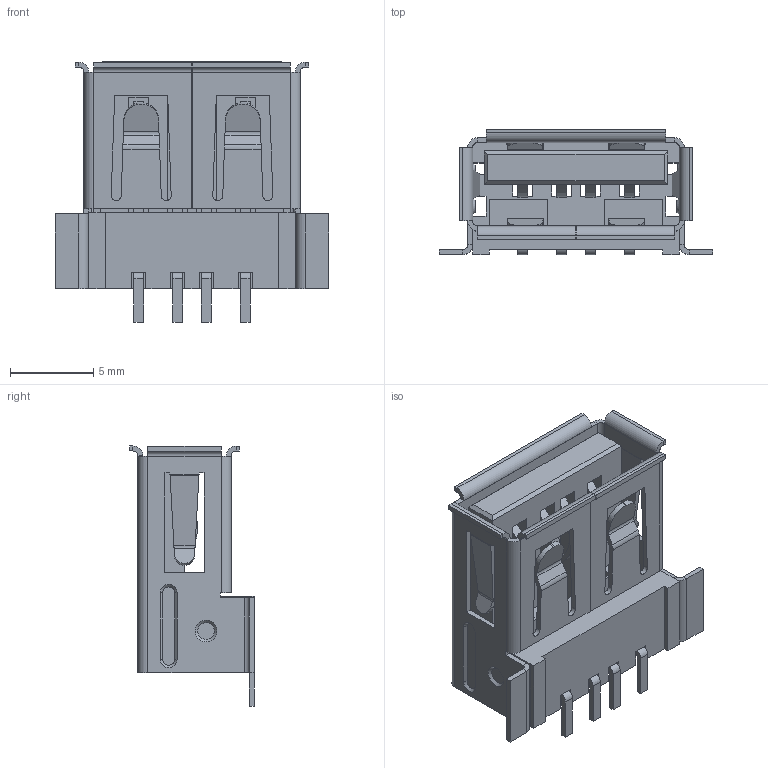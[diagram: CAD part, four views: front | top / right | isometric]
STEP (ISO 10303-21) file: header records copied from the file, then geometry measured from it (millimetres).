
FILE_DESCRIPTION(/* description */ (''),/* implementation_level */ '2;1');
FILE_NAME(/* name */ 'USB Onboard.step',/* time_stamp */ '2019-08-02T19:51:55+02:00',/* author */ (''),/* organization */ (''),/* preprocessor_version */ 'ST-DEVELOPER v18',/* originating_system */ 'Autodesk Translation Framework v8.2.0.1029',/* authorisation */ '');
FILE_SCHEMA (('AUTOMOTIVE_DESIGN { 1 0 10303 214 3 1 1 }'));
Length unit declared in the file: millimetre
Products named in the file (3): USB Port; USB Inside; Copper pin
Assembly tree (2 placements, depth 2):
  USB Port
    USB Inside
    Copper pin
Bounding box: 16.4 x 7.5 x 15.61 mm (x, y, z)
Volume: 516.5 mm3; surface area: 1841.2 mm2
Topology: 8 solids, 8 shells, 452 faces, 1112 edges, 676 vertices
Faces by surface type: plane 314, cylinder 102, bspline 24, cone 12
Entity records: 13456 total; most frequent: CARTESIAN_POINT 2750, ORIENTED_EDGE 2224, DIRECTION 2108, EDGE_CURVE 1112, LINE 888, VECTOR 888, VERTEX_POINT 676, AXIS2_PLACEMENT_3D 610
